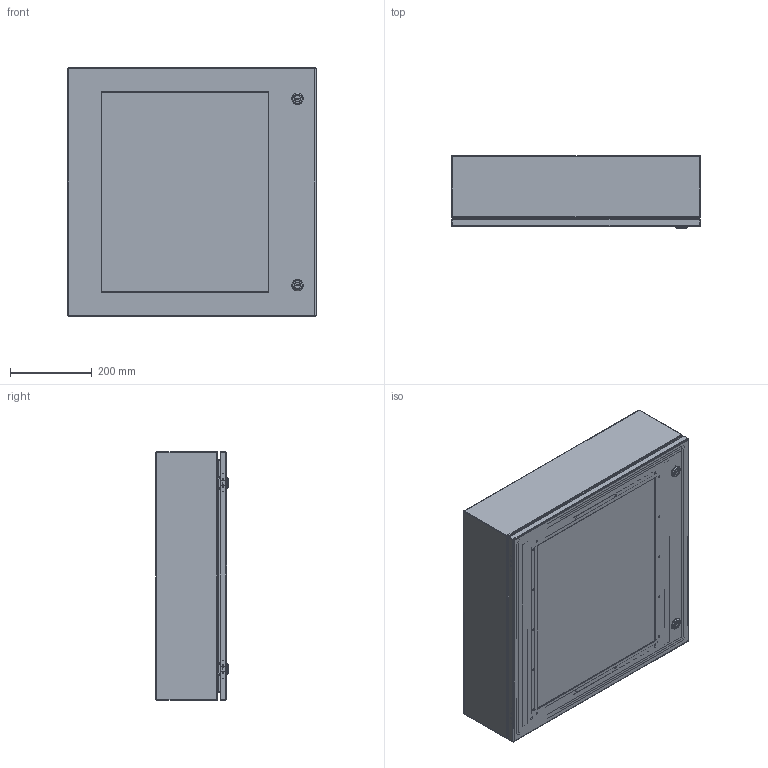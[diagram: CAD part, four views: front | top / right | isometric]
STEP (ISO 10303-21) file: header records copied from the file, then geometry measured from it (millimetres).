
FILE_DESCRIPTION (( 'STEP AP203' ), '1' );
FILE_NAME ('EN4SD24246WGY_Default.step', '2019-11-14T20:55:18', ( '' ), ( '' ), 'SwSTEP 2.0', 'SolidWorks 2019', '' );
FILE_SCHEMA (( 'CONFIG_CONTROL_DESIGN' ));
Length unit declared in the file: inch
Products named in the file (1): EN4SD24246WGY_Default
Bounding box: 609.6 x 177.72 x 609.6 mm (x, y, z)
Volume: 3556345.6 mm3; surface area: 2903952.8 mm2
Topology: 72 solids, 73 shells, 1482 faces, 3235 edges, 1940 vertices
Faces by surface type: plane 763, cylinder 453, cone 146, bspline 96, torus 24
Entity records: 44276 total; most frequent: CARTESIAN_POINT 12114, DIRECTION 6767, ORIENTED_EDGE 6438, EDGE_CURVE 3219, AXIS2_PLACEMENT_3D 2541, VERTEX_POINT 1940, LINE 1685, VECTOR 1685
